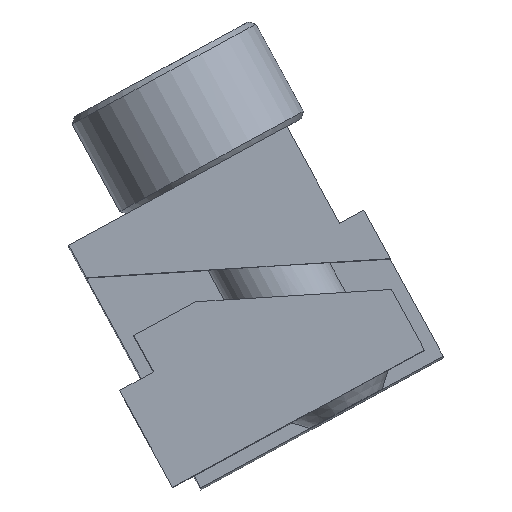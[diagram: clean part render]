
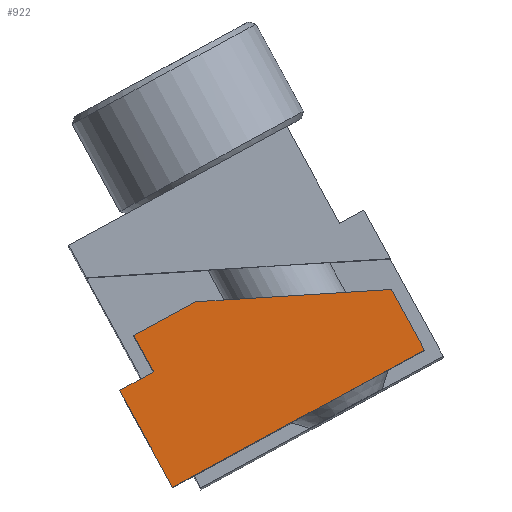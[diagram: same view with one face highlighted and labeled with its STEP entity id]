
A CAD part, top view. The second image highlights one B-rep face of the part: STEP entity #922.
In plain terms, the highlighted planar face has unit normal (0, 0, 1).
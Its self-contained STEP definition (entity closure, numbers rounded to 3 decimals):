
#712=CARTESIAN_POINT('',(-1.38,0.363,28.194));
#713=VERTEX_POINT('',#712);
#720=CARTESIAN_POINT('',(-0.765,0.698,28.194));
#721=VERTEX_POINT('',#720);
#722=CARTESIAN_POINT('',(-0.765,0.698,28.194));
#723=DIRECTION('',(-0.878,-0.478,0.0));
#724=VECTOR('',#723,0.7);
#725=LINE('',#722,#724);
#726=EDGE_CURVE('',#721,#713,#725,.T.);
#759=CARTESIAN_POINT('',(-1.124,1.357,28.194));
#760=VERTEX_POINT('',#759);
#761=CARTESIAN_POINT('',(-1.124,1.357,28.194));
#762=DIRECTION('',(0.478,-0.878,0.0));
#763=VECTOR('',#762,0.75);
#764=LINE('',#761,#763);
#765=EDGE_CURVE('',#760,#721,#764,.T.);
#790=CARTESIAN_POINT('',(-0.423,-1.393,28.194));
#791=VERTEX_POINT('',#790);
#798=CARTESIAN_POINT('',(-0.423,-1.393,28.194));
#799=DIRECTION('',(-0.478,0.878,0.));
#800=VECTOR('',#799,2.0);
#801=LINE('',#798,#800);
#802=EDGE_CURVE('',#791,#713,#801,.T.);
#837=CARTESIAN_POINT('',(0.003,1.971,28.194));
#838=VERTEX_POINT('',#837);
#839=CARTESIAN_POINT('',(0.003,1.971,28.194));
#840=DIRECTION('',(-0.878,-0.478,0.0));
#841=VECTOR('',#840,1.283);
#842=LINE('',#839,#841);
#843=EDGE_CURVE('',#838,#760,#842,.T.);
#868=CARTESIAN_POINT('',(3.545,2.193,28.194));
#869=VERTEX_POINT('',#868);
#870=CARTESIAN_POINT('',(0.003,1.971,28.194));
#871=DIRECTION('',(0.998,0.063,0.));
#872=VECTOR('',#871,3.549);
#873=LINE('',#870,#872);
#874=EDGE_CURVE('',#869,#838,#873,.F.);
#896=CARTESIAN_POINT('',(4.143,1.095,28.194));
#897=DIRECTION('',(0.0,0.0,1.0));
#898=DIRECTION('',(0.478,-0.878,0.0));
#899=AXIS2_PLACEMENT_3D('',#896,#897,#898);
#900=PLANE('',#899);
#901=ORIENTED_EDGE('',*,*,#726,.T.);
#902=ORIENTED_EDGE('',*,*,#802,.F.);
#903=CARTESIAN_POINT('',(4.143,1.095,28.194));
#904=VERTEX_POINT('',#903);
#905=CARTESIAN_POINT('',(-0.423,-1.393,28.194));
#906=DIRECTION('',(0.878,0.478,0.));
#907=VECTOR('',#906,5.2);
#908=LINE('',#905,#907);
#909=EDGE_CURVE('',#791,#904,#908,.T.);
#910=ORIENTED_EDGE('',*,*,#909,.T.);
#911=CARTESIAN_POINT('',(4.143,1.095,28.194));
#912=DIRECTION('',(-0.478,0.878,0.));
#913=VECTOR('',#912,1.25);
#914=LINE('',#911,#913);
#915=EDGE_CURVE('',#904,#869,#914,.T.);
#916=ORIENTED_EDGE('',*,*,#915,.T.);
#917=ORIENTED_EDGE('',*,*,#874,.T.);
#918=ORIENTED_EDGE('',*,*,#843,.T.);
#919=ORIENTED_EDGE('',*,*,#765,.T.);
#920=EDGE_LOOP('',(#901,#902,#910,#916,#917,#918,#919));
#921=FACE_OUTER_BOUND('',#920,.T.);
#922=ADVANCED_FACE('',(#921),#900,.T.);
